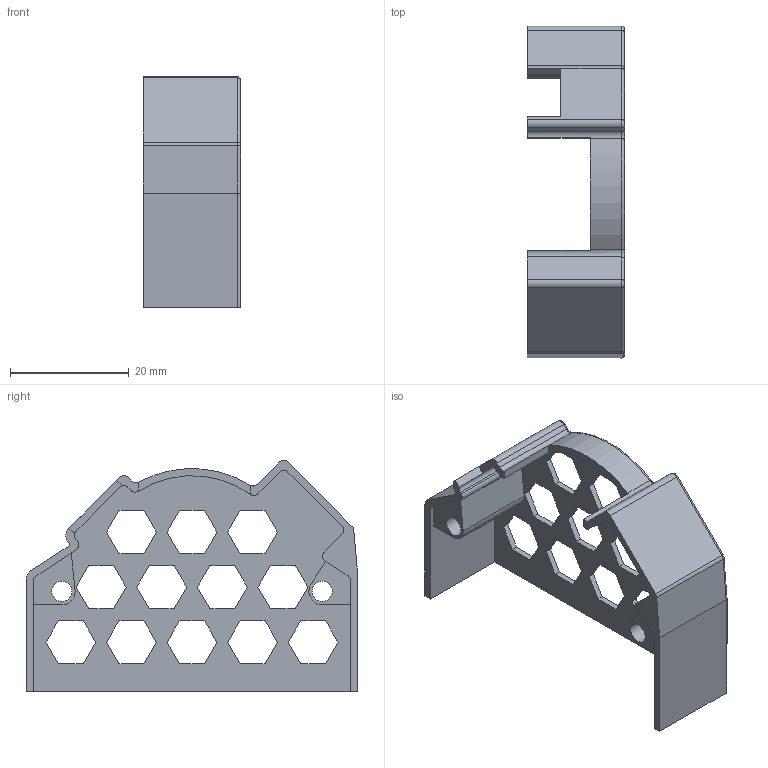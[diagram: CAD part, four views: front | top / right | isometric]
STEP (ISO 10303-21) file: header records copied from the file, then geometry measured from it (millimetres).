
FILE_DESCRIPTION(/* description */ (''),/* implementation_level */ '2;1');
FILE_NAME(/* name */ 'Ebb 36 Cover.step',/* time_stamp */ '2024-05-31T17:07:30+08:00',/* author */ (''),/* organization */ (''),/* preprocessor_version */ 'ST-DEVELOPER v20',/* originating_system */ 'Autodesk Translation Framework v13.14.0.145',/* authorisation */ '');
FILE_SCHEMA (('AUTOMOTIVE_DESIGN { 1 0 10303 214 3 1 1 }'));
Length unit declared in the file: millimetre
Products named in the file (1): Ebb 36 Cover (1) (1)
Bounding box: 16.34 x 55.86 x 38.97 mm (x, y, z)
Volume: 4372.2 mm3; surface area: 6616.1 mm2
Topology: 1 solids, 1 shells, 153 faces, 431 edges, 280 vertices
Faces by surface type: plane 109, cylinder 33, torus 6, bspline 3, cone 2
Full cylindrical faces by diameter (mm): 3.4 x2
Entity records: 4999 total; most frequent: CARTESIAN_POINT 889, ORIENTED_EDGE 862, DIRECTION 815, EDGE_CURVE 431, LINE 349, VECTOR 349, VERTEX_POINT 280, AXIS2_PLACEMENT_3D 233
